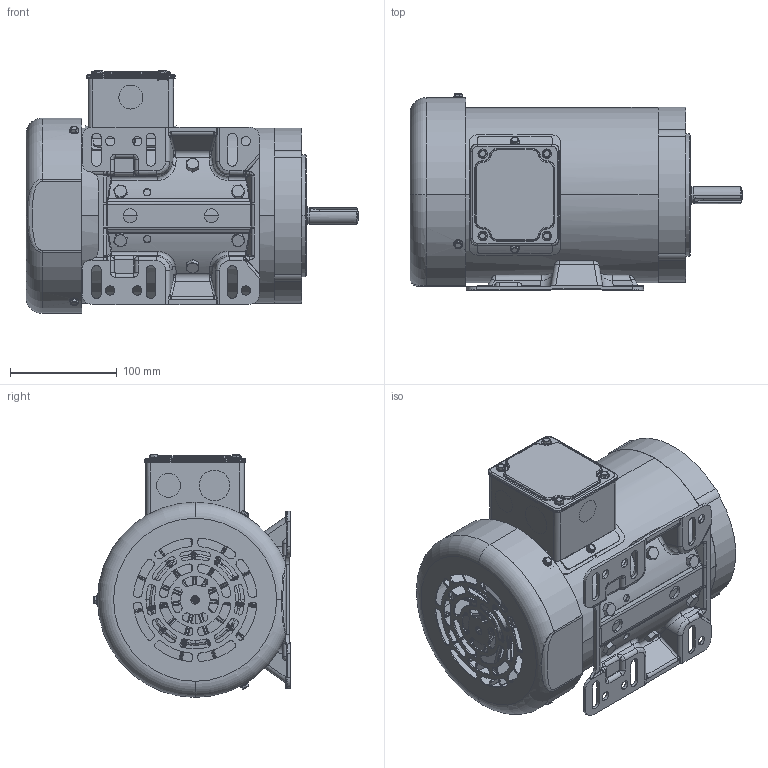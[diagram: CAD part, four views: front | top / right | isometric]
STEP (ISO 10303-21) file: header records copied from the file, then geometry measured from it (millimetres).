
FILE_DESCRIPTION (( 'STEP AP214' ), '1' );
FILE_NAME ('MTRP-001-3BD18.STEP', '2023-03-27T14:20:48', ( '' ), ( '' ), 'SwSTEP 2.0', 'SolidWorks 2021', '' );
FILE_SCHEMA (( 'AUTOMOTIVE_DESIGN' ));
Length unit declared in the file: inch
Products named in the file (1): MTRP-001-3BD18
Bounding box: 310.5 x 183.73 x 227.03 mm (x, y, z)
Volume: 739245.5 mm3; surface area: 631842.7 mm2
Topology: 39 solids, 39 shells, 3607 faces, 9013 edges, 5410 vertices
Faces by surface type: cylinder 1141, bspline 970, plane 797, cone 290, torus 265, sphere 144
Entity records: 153247 total; most frequent: CARTESIAN_POINT 74488, ORIENTED_EDGE 17734, DIRECTION 14602, EDGE_CURVE 8867, AXIS2_PLACEMENT_3D 5920, VERTEX_POINT 5407, EDGE_LOOP 3882, ADVANCED_FACE 3607
